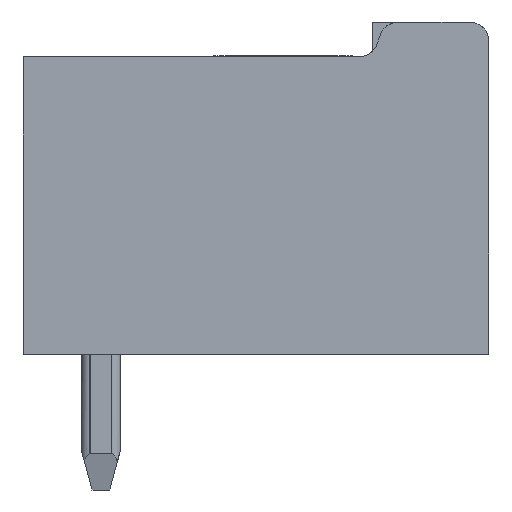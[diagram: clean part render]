
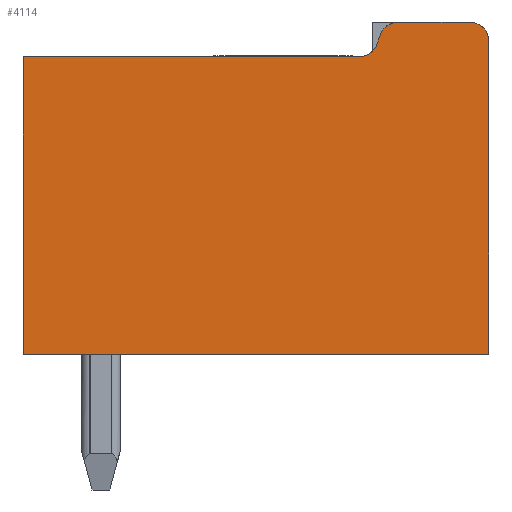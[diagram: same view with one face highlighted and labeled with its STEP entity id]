
A CAD part, left-side view. The second image highlights one B-rep face of the part: STEP entity #4114.
In plain terms, the highlighted planar face has unit normal (-1, 0, 0).
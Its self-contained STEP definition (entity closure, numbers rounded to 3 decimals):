
#4114=ADVANCED_FACE('',(#10409),#10410,.T.);
#5138=VERTEX_POINT('',#11846);
#5140=EDGE_CURVE('',#11848,#5138,#11849,.F.);
#5178=VERTEX_POINT('',#11894);
#5180=EDGE_CURVE('',#11896,#5178,#11897,.F.);
#5188=VERTEX_POINT('',#11906);
#5190=EDGE_CURVE('',#11908,#5188,#11909,.F.);
#6074=VERTEX_POINT('',#12843);
#6076=EDGE_CURVE('',#6074,#5178,#12845,.T.);
#6144=VERTEX_POINT('',#12914);
#6148=VERTEX_POINT('',#12918);
#6150=EDGE_CURVE('',#6148,#6144,#12920,.F.);
#6186=VERTEX_POINT('',#12956);
#6190=EDGE_CURVE('',#6144,#6186,#12960,.F.);
#6194=VERTEX_POINT('',#12964);
#6198=EDGE_CURVE('',#6194,#11908,#12968,.F.);
#6200=EDGE_CURVE('',#5138,#6186,#12970,.F.);
#6202=EDGE_CURVE('',#6074,#11848,#12972,.F.);
#6204=VERTEX_POINT('',#12974);
#6206=EDGE_CURVE('',#6204,#11896,#12976,.F.);
#6208=EDGE_CURVE('',#5188,#6204,#12978,.T.);
#6210=EDGE_CURVE('',#6148,#6194,#12980,.T.);
#10409=FACE_OUTER_BOUND('',#22754,.T.);
#10410=PLANE('',#22755);
#11846=CARTESIAN_POINT('',(0.0,0.0,8.07));
#11848=VERTEX_POINT('',#25600);
#11849=CIRCLE('',#25601,0.5);
#11894=CARTESIAN_POINT('',(0.,2.322,8.57));
#11896=VERTEX_POINT('',#25664);
#11897=CIRCLE('',#25665,0.5);
#11906=CARTESIAN_POINT('',(0.,2.88,7.999));
#11908=VERTEX_POINT('',#25680);
#11909=CIRCLE('',#25681,0.5);
#12843=CARTESIAN_POINT('',(0.0,0.5,8.57));
#12845=LINE('',#28313,#28314);
#12914=CARTESIAN_POINT('',(0.,12.,0.0));
#12918=CARTESIAN_POINT('',(0.0,12.0,7.67));
#12920=LINE('',#28428,#28429);
#12956=CARTESIAN_POINT('',(0.,0.0,0.));
#12960=LINE('',#28492,#28493);
#12964=CARTESIAN_POINT('',(0.,3.35,7.67));
#12968=CIRCLE('',#28506,0.5);
#12970=LINE('',#28509,#28510);
#12972=CIRCLE('',#28513,0.5);
#12974=CARTESIAN_POINT('',(0.,2.792,8.241));
#12976=CIRCLE('',#28518,0.5);
#12978=LINE('',#28521,#28522);
#12980=LINE('',#28525,#28526);
#22754=EDGE_LOOP('',(#35522,#35523,#35524,#35525,#35526,#35527,#35528,#35529,#35530,#35531,#35532,#35533));
#22755=AXIS2_PLACEMENT_3D('',#35534,#35535,#35536);
#25600=CARTESIAN_POINT('',(0.,0.497,8.57));
#25601=AXIS2_PLACEMENT_3D('',#39129,#39130,#39131);
#25664=CARTESIAN_POINT('',(0.,2.789,8.249));
#25665=AXIS2_PLACEMENT_3D('',#39157,#39158,#39159);
#25680=CARTESIAN_POINT('',(0.,3.342,7.67));
#25681=AXIS2_PLACEMENT_3D('',#39164,#39165,#39166);
#28313=CARTESIAN_POINT('',(0.0,7.681,8.57));
#28314=VECTOR('',#39550,1.0);
#28428=CARTESIAN_POINT('',(0.0,12.0,4.296));
#28429=VECTOR('',#39585,1.0);
#28492=CARTESIAN_POINT('',(0.0,12.3,0.));
#28493=VECTOR('',#39607,1.0);
#28506=AXIS2_PLACEMENT_3D('',#39610,#39611,#39612);
#28509=CARTESIAN_POINT('',(0.,0.0,8.528));
#28510=VECTOR('',#39613,1.0);
#28513=AXIS2_PLACEMENT_3D('',#39614,#39615,#39616);
#28518=AXIS2_PLACEMENT_3D('',#39617,#39618,#39619);
#28521=CARTESIAN_POINT('',(0.,3.26,6.956));
#28522=VECTOR('',#39620,1.0);
#28525=CARTESIAN_POINT('',(0.,7.717,7.67));
#28526=VECTOR('',#39621,1.0);
#35522=ORIENTED_EDGE('',*,*,#6200,.F.);
#35523=ORIENTED_EDGE('',*,*,#5140,.F.);
#35524=ORIENTED_EDGE('',*,*,#6202,.F.);
#35525=ORIENTED_EDGE('',*,*,#6076,.T.);
#35526=ORIENTED_EDGE('',*,*,#5180,.F.);
#35527=ORIENTED_EDGE('',*,*,#6206,.F.);
#35528=ORIENTED_EDGE('',*,*,#6208,.F.);
#35529=ORIENTED_EDGE('',*,*,#5190,.F.);
#35530=ORIENTED_EDGE('',*,*,#6198,.F.);
#35531=ORIENTED_EDGE('',*,*,#6210,.F.);
#35532=ORIENTED_EDGE('',*,*,#6150,.T.);
#35533=ORIENTED_EDGE('',*,*,#6190,.T.);
#35534=CARTESIAN_POINT('',(0.,12.3,8.784));
#35535=DIRECTION('',(-1.0,0.,0.));
#35536=DIRECTION('',(0.,-0.0,1.0));
#39129=CARTESIAN_POINT('',(0.0,0.5,8.07));
#39130=DIRECTION('',(-1.0,0.,0.));
#39131=DIRECTION('',(0.,-0.006,1.));
#39157=CARTESIAN_POINT('',(0.0,2.322,8.07));
#39158=DIRECTION('',(-1.0,0.,0.));
#39159=DIRECTION('',(0.,0.934,0.358));
#39164=CARTESIAN_POINT('',(0.0,3.35,8.17));
#39165=DIRECTION('',(1.0,0.,0.));
#39166=DIRECTION('',(0.,-0.017,-1.));
#39550=DIRECTION('',(0.,1.0,-0.0));
#39585=DIRECTION('',(0.,0.,1.0));
#39607=DIRECTION('',(0.,1.0,0.));
#39610=CARTESIAN_POINT('',(0.0,3.35,8.17));
#39611=DIRECTION('',(1.0,0.,0.));
#39612=DIRECTION('',(0.,-0.017,-1.));
#39613=DIRECTION('',(0.,0.,1.0));
#39614=CARTESIAN_POINT('',(0.0,0.5,8.07));
#39615=DIRECTION('',(-1.0,0.,0.));
#39616=DIRECTION('',(0.,-0.006,1.));
#39617=CARTESIAN_POINT('',(0.0,2.322,8.07));
#39618=DIRECTION('',(-1.0,0.,0.));
#39619=DIRECTION('',(0.,0.934,0.358));
#39620=DIRECTION('',(0.,-0.342,0.94));
#39621=DIRECTION('',(0.,-1.0,-0.0));
